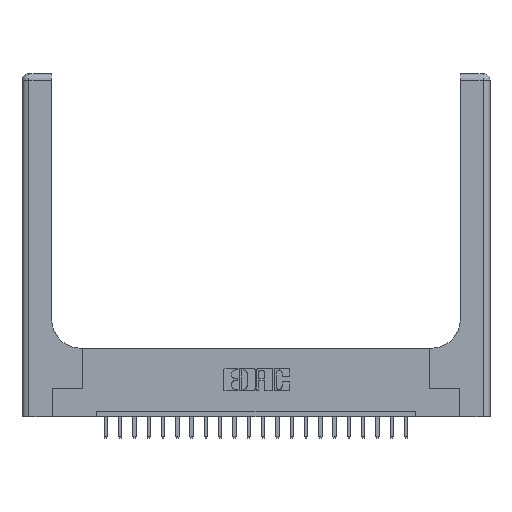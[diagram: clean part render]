
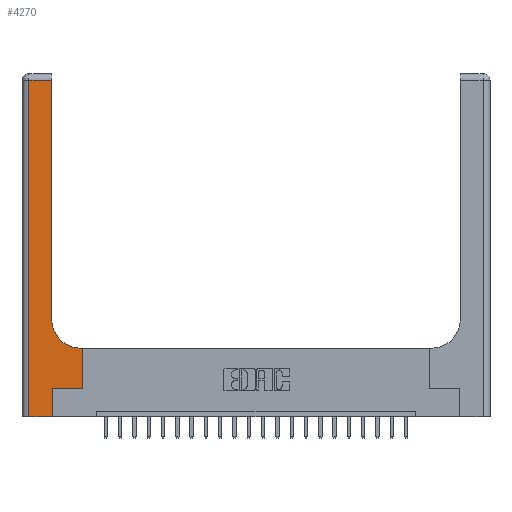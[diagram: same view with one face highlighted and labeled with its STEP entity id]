
A CAD part, top view. The second image highlights one B-rep face of the part: STEP entity #4270.
In plain terms, the highlighted planar face has unit normal (0, 0, 1).
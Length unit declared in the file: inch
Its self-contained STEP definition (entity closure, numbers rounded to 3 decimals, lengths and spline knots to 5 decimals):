
#70 = CARTESIAN_POINT ( 'NONE',  ( 0.26, 0.6, 0.37 ) ) ;
#741 = VECTOR ( 'NONE', #16727, 39.37008 ) ;
#904 = EDGE_CURVE ( 'NONE', #2032, #14705, #21488, .T. ) ;
#1303 = VECTOR ( 'NONE', #6510, 39.37008 ) ;
#2032 = VERTEX_POINT ( 'NONE', #16590 ) ;
#2206 = ORIENTED_EDGE ( 'NONE', *, *, #21791, .T. ) ;
#2252 = CARTESIAN_POINT ( 'NONE',  ( 0.06, 0., 0.37 ) ) ;
#2439 = VECTOR ( 'NONE', #4130, 39.37008 ) ;
#2459 = LINE ( 'NONE', #7816, #15374 ) ;
#2516 = ORIENTED_EDGE ( 'NONE', *, *, #904, .T. ) ;
#2926 = EDGE_CURVE ( 'NONE', #20904, #13253, #11386, .T. ) ;
#3006 = DIRECTION ( 'NONE',  ( 1., 0., 0. ) ) ;
#3274 = CARTESIAN_POINT ( 'NONE',  ( 0.528, 0.25, 0.37 ) ) ;
#3945 = VECTOR ( 'NONE', #14603, 39.37008 ) ;
#4130 = DIRECTION ( 'NONE',  ( -1., 0., 0. ) ) ;
#4270 = ADVANCED_FACE ( 'NONE', ( #6019 ), #17735, .F. ) ;
#4686 = CARTESIAN_POINT ( 'NONE',  ( 0.265, 0., 0.37 ) ) ;
#4740 = CARTESIAN_POINT ( 'NONE',  ( 0.06, 3., 0.37 ) ) ;
#5850 = CARTESIAN_POINT ( 'NONE',  ( 0.26, 3., 0.37 ) ) ;
#5914 = DIRECTION ( 'NONE',  ( 0., 1., 0. ) ) ;
#6019 = FACE_OUTER_BOUND ( 'NONE', #11765, .T. ) ;
#6179 = DIRECTION ( 'NONE',  ( 0., 1., 0. ) ) ;
#6510 = DIRECTION ( 'NONE',  ( 0., -1., 0. ) ) ;
#7457 = CARTESIAN_POINT ( 'NONE',  ( 0., 0., 0.37 ) ) ;
#7787 = LINE ( 'NONE', #7457, #3945 ) ;
#7804 = ORIENTED_EDGE ( 'NONE', *, *, #20913, .T. ) ;
#7809 = ORIENTED_EDGE ( 'NONE', *, *, #17567, .T. ) ;
#7816 = CARTESIAN_POINT ( 'NONE',  ( 0.528, 0.25, 0.37 ) ) ;
#8244 = AXIS2_PLACEMENT_3D ( 'NONE', #17662, #20575, #10504 ) ;
#9319 = CIRCLE ( 'NONE', #8244, 0.25 ) ;
#9454 = CARTESIAN_POINT ( 'NONE',  ( 0.06, 2.94, 0.37 ) ) ;
#10504 = DIRECTION ( 'NONE',  ( 1., 0., 0. ) ) ;
#10694 = CARTESIAN_POINT ( 'NONE',  ( 0., 3., 0.37 ) ) ;
#10959 = VECTOR ( 'NONE', #6179, 39.37008 ) ;
#11386 = LINE ( 'NONE', #16518, #16627 ) ;
#11765 = EDGE_LOOP ( 'NONE', ( #2516, #17665, #2206, #12158, #7809, #12622, #21682, #7804, #14979 ) ) ;
#12158 = ORIENTED_EDGE ( 'NONE', *, *, #17876, .T. ) ;
#12622 = ORIENTED_EDGE ( 'NONE', *, *, #2926, .T. ) ;
#13253 = VERTEX_POINT ( 'NONE', #3274 ) ;
#13338 = EDGE_CURVE ( 'NONE', #14705, #13677, #17968, .T. ) ;
#13677 = VERTEX_POINT ( 'NONE', #9454 ) ;
#14603 = DIRECTION ( 'NONE',  ( 1., 0., 0. ) ) ;
#14606 = CARTESIAN_POINT ( 'NONE',  ( 0.265, 0., 0.37 ) ) ;
#14705 = VERTEX_POINT ( 'NONE', #19791 ) ;
#14979 = ORIENTED_EDGE ( 'NONE', *, *, #18184, .T. ) ;
#15143 = VERTEX_POINT ( 'NONE', #21846 ) ;
#15374 = VECTOR ( 'NONE', #5914, 39.37008 ) ;
#15713 = VERTEX_POINT ( 'NONE', #17449 ) ;
#16063 = DIRECTION ( 'NONE',  ( -1., 0., 0. ) ) ;
#16294 = CARTESIAN_POINT ( 'NONE',  ( 0., 2.94, 0.37 ) ) ;
#16518 = CARTESIAN_POINT ( 'NONE',  ( 0.265, 0.25, 0.37 ) ) ;
#16590 = CARTESIAN_POINT ( 'NONE',  ( 0.26, 0.85, 0.37 ) ) ;
#16627 = VECTOR ( 'NONE', #3006, 39.37008 ) ;
#16727 = DIRECTION ( 'NONE',  ( 0., 1., 0. ) ) ;
#17449 = CARTESIAN_POINT ( 'NONE',  ( 0.51, 0.6, 0.37 ) ) ;
#17567 = EDGE_CURVE ( 'NONE', #19241, #20904, #19981, .T. ) ;
#17662 = CARTESIAN_POINT ( 'NONE',  ( 0.51, 0.85, 0.37 ) ) ;
#17665 = ORIENTED_EDGE ( 'NONE', *, *, #13338, .T. ) ;
#17735 = PLANE ( 'NONE',  #18066 ) ;
#17876 = EDGE_CURVE ( 'NONE', #21886, #19241, #7787, .T. ) ;
#17968 = LINE ( 'NONE', #16294, #2439 ) ;
#18066 = AXIS2_PLACEMENT_3D ( 'NONE', #10694, #19311, #16063 ) ;
#18184 = EDGE_CURVE ( 'NONE', #15713, #2032, #9319, .T. ) ;
#18508 = DIRECTION ( 'NONE',  ( -1., 0., 0. ) ) ;
#18615 = LINE ( 'NONE', #70, #21616 ) ;
#18672 = EDGE_CURVE ( 'NONE', #13253, #15143, #2459, .T. ) ;
#18780 = LINE ( 'NONE', #4740, #1303 ) ;
#19241 = VERTEX_POINT ( 'NONE', #14606 ) ;
#19311 = DIRECTION ( 'NONE',  ( 0., 0., -1. ) ) ;
#19791 = CARTESIAN_POINT ( 'NONE',  ( 0.26, 2.94, 0.37 ) ) ;
#19981 = LINE ( 'NONE', #4686, #741 ) ;
#20575 = DIRECTION ( 'NONE',  ( 0., 0., -1. ) ) ;
#20904 = VERTEX_POINT ( 'NONE', #21963 ) ;
#20913 = EDGE_CURVE ( 'NONE', #15143, #15713, #18615, .T. ) ;
#21488 = LINE ( 'NONE', #5850, #10959 ) ;
#21616 = VECTOR ( 'NONE', #18508, 39.37008 ) ;
#21682 = ORIENTED_EDGE ( 'NONE', *, *, #18672, .T. ) ;
#21791 = EDGE_CURVE ( 'NONE', #13677, #21886, #18780, .T. ) ;
#21846 = CARTESIAN_POINT ( 'NONE',  ( 0.528, 0.6, 0.37 ) ) ;
#21886 = VERTEX_POINT ( 'NONE', #2252 ) ;
#21963 = CARTESIAN_POINT ( 'NONE',  ( 0.265, 0.25, 0.37 ) ) ;
